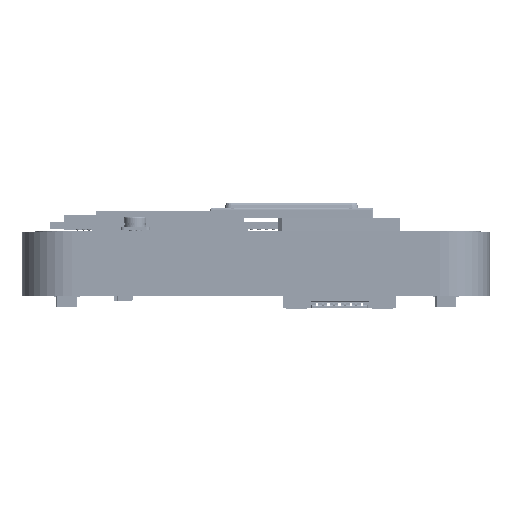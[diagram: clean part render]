
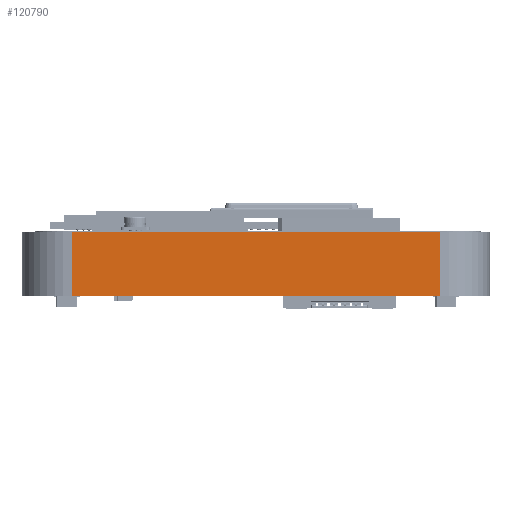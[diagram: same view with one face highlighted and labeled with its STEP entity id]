
A CAD part, left-side view. The second image highlights one B-rep face of the part: STEP entity #120790.
In plain terms, the highlighted planar face has unit normal (-1, 0, 0).
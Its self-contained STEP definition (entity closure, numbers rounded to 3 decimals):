
#6396=PLANE('',#131197);
#12257=FACE_OUTER_BOUND('',#20589,.T.);
#20589=EDGE_LOOP('',(#112653,#112654,#112655,#112656));
#33066=LINE('',#200035,#45563);
#33067=LINE('',#200041,#45564);
#33068=LINE('',#200042,#45565);
#33069=LINE('',#200043,#45566);
#45563=VECTOR('',#164316,1000.);
#45564=VECTOR('',#164323,1000.);
#45565=VECTOR('',#164324,1000.);
#45566=VECTOR('',#164325,1000.);
#61595=VERTEX_POINT('',#200033);
#61596=VERTEX_POINT('',#200034);
#61597=VERTEX_POINT('',#200039);
#61598=VERTEX_POINT('',#200040);
#78631=EDGE_CURVE('',#61595,#61596,#33066,.T.);
#78634=EDGE_CURVE('',#61597,#61598,#33067,.T.);
#78635=EDGE_CURVE('',#61597,#61595,#33068,.T.);
#78636=EDGE_CURVE('',#61598,#61596,#33069,.T.);
#112653=ORIENTED_EDGE('',*,*,#78634,.F.);
#112654=ORIENTED_EDGE('',*,*,#78635,.T.);
#112655=ORIENTED_EDGE('',*,*,#78631,.T.);
#112656=ORIENTED_EDGE('',*,*,#78636,.F.);
#120790=ADVANCED_FACE('',(#12257),#6396,.T.);
#131197=AXIS2_PLACEMENT_3D('',#200038,#164321,#164322);
#164316=DIRECTION('',(0.,0.,1.));
#164321=DIRECTION('center_axis',(-1.,0.,0.));
#164322=DIRECTION('ref_axis',(0.,0.,1.));
#164323=DIRECTION('',(0.,0.,1.));
#164324=DIRECTION('',(0.,-1.,0.));
#164325=DIRECTION('',(0.,-1.,0.));
#200033=CARTESIAN_POINT('',(-10.318,27.685,67.269));
#200034=CARTESIAN_POINT('',(-10.318,27.685,73.066));
#200035=CARTESIAN_POINT('',(-10.318,27.685,-3.534));
#200038=CARTESIAN_POINT('Origin',(-10.318,60.686,-3.534));
#200039=CARTESIAN_POINT('',(-10.318,60.686,67.269));
#200040=CARTESIAN_POINT('',(-10.318,60.686,73.066));
#200041=CARTESIAN_POINT('',(-10.318,60.686,-3.534));
#200042=CARTESIAN_POINT('',(-10.318,60.686,67.269));
#200043=CARTESIAN_POINT('',(-10.318,60.686,73.066));
